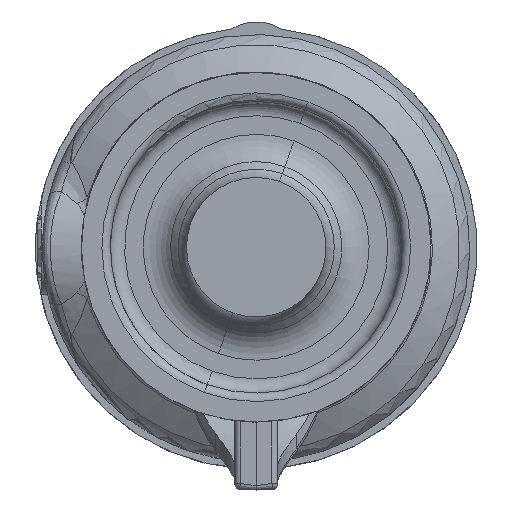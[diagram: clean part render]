
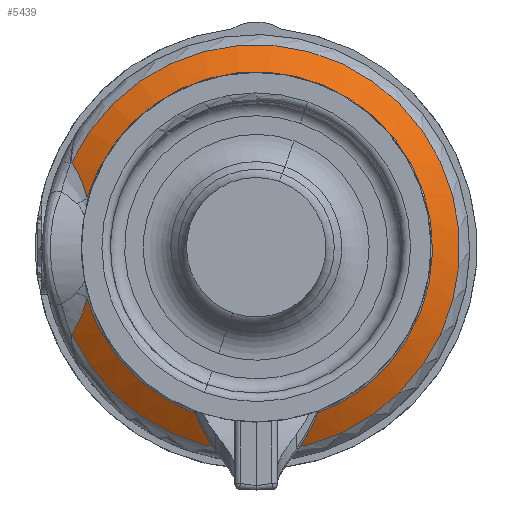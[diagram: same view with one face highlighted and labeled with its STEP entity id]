
A CAD part, top view. The second image highlights one B-rep face of the part: STEP entity #5439.
In plain terms, the highlighted conical face has half-angle 58.601 degrees and reference radius 26.662 mm.
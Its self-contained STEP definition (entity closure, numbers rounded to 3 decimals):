
#108=CARTESIAN_POINT('',(-25.883,-12.079,14.377));
#127=CARTESIAN_POINT('',(-25.883,12.079,14.377));
#266=CARTESIAN_POINT('',(-23.739,7.04,16.698));
#268=CARTESIAN_POINT('',(0.,0.,14.377));
#269=DIRECTION('',(0.,0.,-1.));
#270=DIRECTION('',(-0.906,0.423,0.));
#271=AXIS2_PLACEMENT_3D('',#268,#269,#270);
#273=CARTESIAN_POINT('',(-23.739,-7.04,16.698));
#274=CARTESIAN_POINT('',(-23.834,-7.405,16.579));
#275=CARTESIAN_POINT('',(-24.036,-8.123,16.329));
#276=CARTESIAN_POINT('',(-24.394,-9.157,15.91));
#277=CARTESIAN_POINT('',(-24.81,-10.152,15.451));
#278=CARTESIAN_POINT('',(-25.298,-11.126,14.944));
#279=CARTESIAN_POINT('',(-25.676,-11.766,14.573));
#280=CARTESIAN_POINT('',(-25.883,-12.079,14.377));
#282=CARTESIAN_POINT('',(0.,0.,16.698));
#283=DIRECTION('',(0.,0.,1.));
#284=DIRECTION('',(-0.878,-0.479,0.));
#285=AXIS2_PLACEMENT_3D('',#282,#283,#284);
#287=CARTESIAN_POINT('',(0.,0.,16.698));
#288=DIRECTION('',(0.,0.,1.));
#289=DIRECTION('',(0.878,0.479,0.));
#290=AXIS2_PLACEMENT_3D('',#287,#288,#289);
#292=CARTESIAN_POINT('',(-25.883,12.079,14.377));
#293=CARTESIAN_POINT('',(-25.831,12.,14.426));
#294=CARTESIAN_POINT('',(-25.729,11.839,14.524));
#295=CARTESIAN_POINT('',(-25.514,11.489,14.732));
#296=CARTESIAN_POINT('',(-25.293,11.097,14.953));
#297=CARTESIAN_POINT('',(-25.077,10.682,15.174));
#298=CARTESIAN_POINT('',(-24.861,10.24,15.401));
#299=CARTESIAN_POINT('',(-24.521,9.481,15.767));
#300=CARTESIAN_POINT('',(-24.111,8.378,16.236));
#301=CARTESIAN_POINT('',(-23.854,7.487,16.553));
#302=CARTESIAN_POINT('',(-23.739,7.04,16.698));
#405=CARTESIAN_POINT('',(0.,0.,16.698));
#406=DIRECTION('',(0.,0.,1.));
#407=DIRECTION('',(-0.959,-0.284,0.));
#408=AXIS2_PLACEMENT_3D('',#405,#406,#407);
#4145=VERTEX_POINT('',#108);
#4150=VERTEX_POINT('',#127);
#4153=CARTESIAN_POINT('',(-23.739,-7.04,
16.698));
#4154=CARTESIAN_POINT('',(-21.729,-11.871,
16.698));
#4155=VERTEX_POINT('',#4153);
#4156=VERTEX_POINT('',#4154);
#4159=VERTEX_POINT('',#266);
#4163=CARTESIAN_POINT('',(21.729,11.871,16.698));
#4165=VERTEX_POINT('',#4163);
#5422=CARTESIAN_POINT('',(0.,0.,15.538));
#5423=DIRECTION('',(0.,0.,-1.));
#5424=DIRECTION('',(0.479,-0.878,0.));
#5425=AXIS2_PLACEMENT_3D('',#5422,#5423,#5424);
#5426=CONICAL_SURFACE('',#5425,26.662,58.601);
#5427=ORIENTED_EDGE('',*,*,#4736,.T.);
#5429=ORIENTED_EDGE('',*,*,#5428,.F.);
#5431=ORIENTED_EDGE('',*,*,#5430,.T.);
#5433=ORIENTED_EDGE('',*,*,#5432,.T.);
#5435=ORIENTED_EDGE('',*,*,#5434,.T.);
#5436=ORIENTED_EDGE('',*,*,#5413,.F.);
#5437=EDGE_LOOP('',(#5427,#5429,#5431,#5433,#5435,#5436));
#5438=FACE_OUTER_BOUND('',#5437,.F.);
#5439=ADVANCED_FACE('',(#5438),#5426,.T.);
#272=CIRCLE('',#271,28.563);
#281=B_SPLINE_CURVE_WITH_KNOTS('',3,(#273,#274,#275,#276,#277,#278,#279,#280),
.UNSPECIFIED.,.F.,.F.,(4,1,1,1,1,4),(0.,0.2,0.4,0.6,0.8,1.),
.UNSPECIFIED.);
#286=CIRCLE('',#285,24.761);
#291=CIRCLE('',#290,24.761);
#303=B_SPLINE_CURVE_WITH_KNOTS('',3,(#292,#293,#294,#295,#296,#297,#298,#299,
#300,#301,#302),.UNSPECIFIED.,.F.,.F.,(4,1,1,1,1,1,1,1,4),(0.,
0.053,0.106,0.23,0.297,
0.364,0.498,0.749,1.),.UNSPECIFIED.);
#409=CIRCLE('',#408,24.761);
#4736=EDGE_CURVE('',#4150,#4145,#272,.T.);
#5413=EDGE_CURVE('',#4150,#4159,#303,.T.);
#5428=EDGE_CURVE('',#4155,#4145,#281,.T.);
#5430=EDGE_CURVE('',#4155,#4156,#409,.T.);
#5432=EDGE_CURVE('',#4156,#4165,#286,.T.);
#5434=EDGE_CURVE('',#4165,#4159,#291,.T.);
